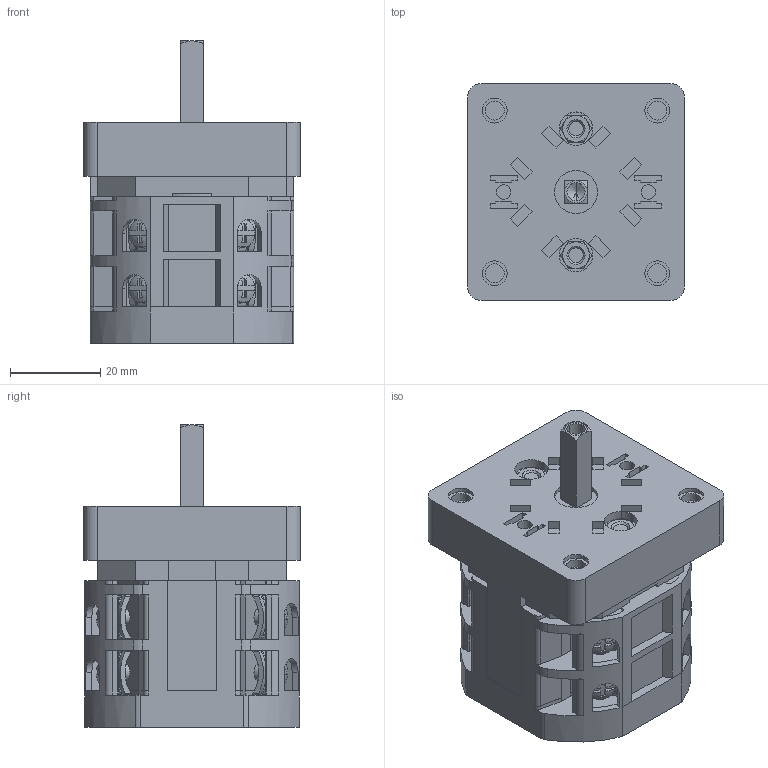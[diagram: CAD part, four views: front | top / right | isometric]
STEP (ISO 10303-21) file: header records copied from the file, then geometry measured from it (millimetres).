
FILE_DESCRIPTION((''),'2;1');
FILE_NAME('CRV2_12_26_2B_P_SW0001','2015-06-05T',('mangiapr'),(''),'PRO/ENGINEER BY PARAMETRIC TECHNOLOGY CORPORATION, 2011080','PRO/ENGINEER BY PARAMETRIC TECHNOLOGY CORPORATION, 2011080','');
FILE_SCHEMA(('CONFIG_CONTROL_DESIGN'));
Length unit declared in the file: millimetre
Products named in the file (1): CRV2_12_26_2B_P_SW0001
Bounding box: 48 x 48 x 66.9 mm (x, y, z)
Volume: 77423.5 mm3; surface area: 26919 mm2
Topology: 5 solids, 5 shells, 1087 faces, 2934 edges, 1907 vertices
Faces by surface type: plane 606, cylinder 291, cone 114, torus 60, sphere 16
Entity records: 40568 total; most frequent: CARTESIAN_POINT 13012, ORIENTED_EDGE 5864, DIRECTION 5628, EDGE_CURVE 2932, AXIS2_PLACEMENT_3D 1937, VERTEX_POINT 1907, VECTOR 1754, LINE 1754
